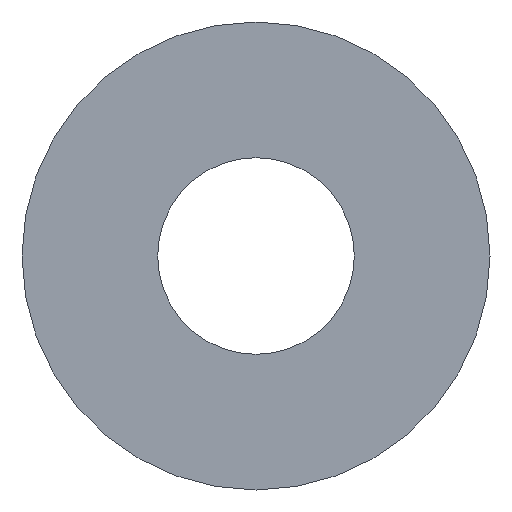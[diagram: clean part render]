
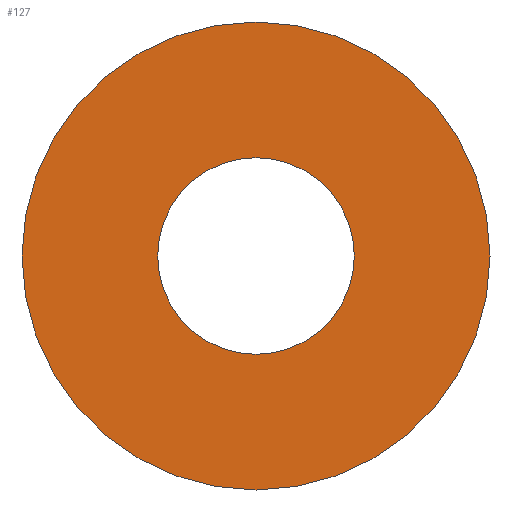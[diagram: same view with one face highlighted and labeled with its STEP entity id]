
A CAD part, front view. The second image highlights one B-rep face of the part: STEP entity #127.
In plain terms, the highlighted planar face has unit normal (0, -1, 0).
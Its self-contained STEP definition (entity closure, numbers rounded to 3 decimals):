
#2=CARTESIAN_POINT('',(0.,0.,0.));
#3=DIRECTION('',(0.,1.,0.));
#4=DIRECTION('',(1.,0.,0.));
#5=AXIS2_PLACEMENT_3D('',#2,#3,#4);
#7=CARTESIAN_POINT('',(0.,0.,0.));
#8=DIRECTION('',(0.,-1.,0.));
#9=DIRECTION('',(1.,0.,0.));
#10=AXIS2_PLACEMENT_3D('',#7,#8,#9);
#68=CARTESIAN_POINT('',(0.,0.,0.));
#69=DIRECTION('',(0.,1.,0.));
#70=DIRECTION('',(1.,0.,0.));
#71=AXIS2_PLACEMENT_3D('',#68,#69,#70);
#77=CARTESIAN_POINT('',(0.,0.,0.));
#78=DIRECTION('',(0.,-1.,0.));
#79=DIRECTION('',(1.,0.,0.));
#80=AXIS2_PLACEMENT_3D('',#77,#78,#79);
#86=CARTESIAN_POINT('',(25.,0.,0.));
#88=VERTEX_POINT('',#86);
#95=CARTESIAN_POINT('',(10.5,0.,0.));
#97=VERTEX_POINT('',#95);
#98=CARTESIAN_POINT('',(-25.,0.,0.));
#100=VERTEX_POINT('',#98);
#107=CARTESIAN_POINT('',(-10.5,0.,0.));
#109=VERTEX_POINT('',#107);
#110=CARTESIAN_POINT('',(0.,0.,0.));
#111=DIRECTION('',(0.,1.,0.));
#112=DIRECTION('',(1.,0.,0.));
#113=AXIS2_PLACEMENT_3D('',#110,#111,#112);
#114=PLANE('',#113);
#116=ORIENTED_EDGE('',*,*,#115,.F.);
#118=ORIENTED_EDGE('',*,*,#117,.T.);
#119=EDGE_LOOP('',(#116,#118));
#120=FACE_OUTER_BOUND('',#119,.F.);
#122=ORIENTED_EDGE('',*,*,#121,.F.);
#124=ORIENTED_EDGE('',*,*,#123,.T.);
#125=EDGE_LOOP('',(#122,#124));
#126=FACE_BOUND('',#125,.F.);
#127=ADVANCED_FACE('',(#120,#126),#114,.F.);
#6=CIRCLE('',#5,10.5);
#11=CIRCLE('',#10,10.5);
#72=CIRCLE('',#71,25.);
#81=CIRCLE('',#80,25.);
#115=EDGE_CURVE('',#88,#100,#81,.T.);
#117=EDGE_CURVE('',#88,#100,#72,.T.);
#121=EDGE_CURVE('',#97,#109,#6,.T.);
#123=EDGE_CURVE('',#97,#109,#11,.T.);
